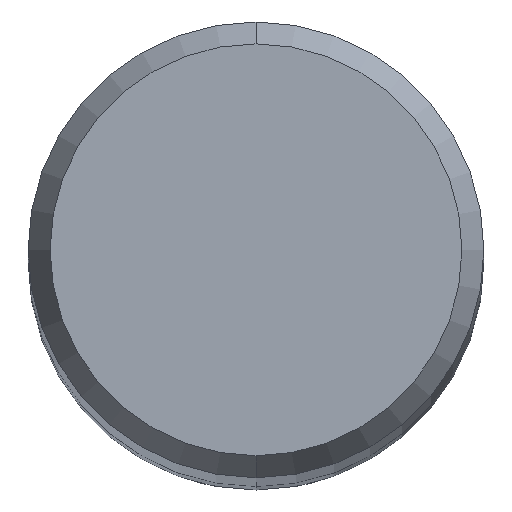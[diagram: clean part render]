
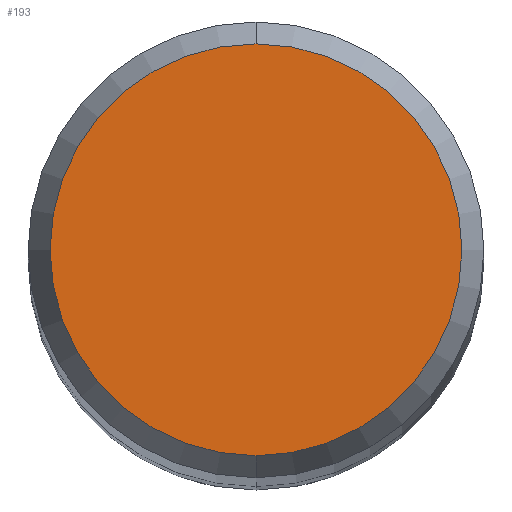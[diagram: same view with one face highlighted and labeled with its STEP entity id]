
A CAD part, top view. The second image highlights one B-rep face of the part: STEP entity #193.
In plain terms, the highlighted planar face has unit normal (0, 0, 1).
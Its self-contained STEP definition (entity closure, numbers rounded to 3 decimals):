
#193=ADVANCED_FACE('',(#457),#458,.T.);
#219=EDGE_CURVE('',#245,#317,#486,.T.);
#231=EDGE_CURVE('',#317,#245,#498,.T.);
#245=VERTEX_POINT('',#514);
#317=VERTEX_POINT('',#592);
#457=FACE_OUTER_BOUND('',#764,.T.);
#458=PLANE('',#765);
#486=CIRCLE('',#807,2.152);
#498=CIRCLE('',#864,2.152);
#514=CARTESIAN_POINT('',(0.,-2.152,0.0));
#592=CARTESIAN_POINT('',(0.0,2.152,0.0));
#764=EDGE_LOOP('',(#1330,#1331));
#765=AXIS2_PLACEMENT_3D('',#1332,#1333,#1334);
#807=AXIS2_PLACEMENT_3D('',#1361,#1362,#1363);
#864=AXIS2_PLACEMENT_3D('',#1368,#1369,#1370);
#1330=ORIENTED_EDGE('',*,*,#231,.F.);
#1331=ORIENTED_EDGE('',*,*,#219,.F.);
#1332=CARTESIAN_POINT('',(0.0,1.076,0.0));
#1333=DIRECTION('',(-0.0,0.0,1.0));
#1334=DIRECTION('',(0.0,-1.0,0.0));
#1361=CARTESIAN_POINT('',(0.0,0.0,0.0));
#1362=DIRECTION('',(0.0,0.0,-1.0));
#1363=DIRECTION('',(0.0,1.0,0.0));
#1368=CARTESIAN_POINT('',(0.0,0.0,0.0));
#1369=DIRECTION('',(0.0,0.0,-1.0));
#1370=DIRECTION('',(0.0,1.0,0.0));
